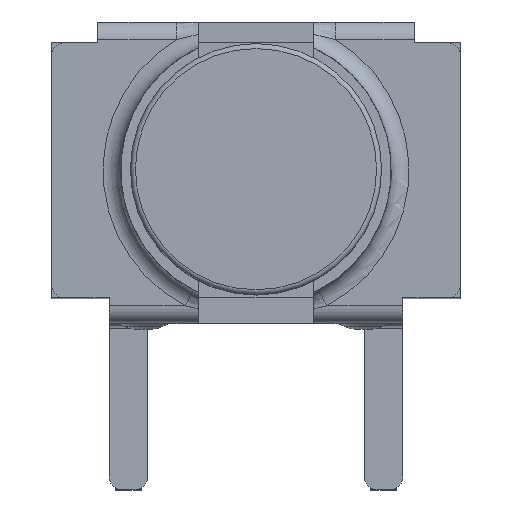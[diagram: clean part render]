
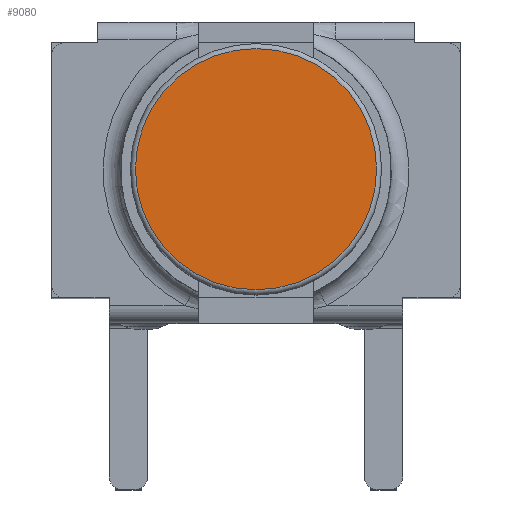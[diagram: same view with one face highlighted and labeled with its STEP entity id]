
A CAD part, top view. The second image highlights one B-rep face of the part: STEP entity #9080.
In plain terms, the highlighted planar face has unit normal (0, 0, 1).
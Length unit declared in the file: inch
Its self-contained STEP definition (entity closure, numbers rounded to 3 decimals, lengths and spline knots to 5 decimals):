
#9040=CARTESIAN_POINT('',(-0.09449,0.0,0.788));
#9041=VERTEX_POINT('',#9040);
#9042=CARTESIAN_POINT('',(0.0,0.0,0.788));
#9043=DIRECTION('',(0.0,0.0,-1.0));
#9044=DIRECTION('',(1.0,0.0,0.0));
#9045=AXIS2_PLACEMENT_3D('',#9042,#9043,#9044);
#9046=CIRCLE('',#9045,0.09449);
#9047=EDGE_CURVE('',#9041,#9041,#9046,.T.);
#9072=CARTESIAN_POINT('',(-0.10394,0.10394,0.788));
#9073=DIRECTION('',(0.0,0.0,-1.0));
#9074=DIRECTION('',(-1.0,0.0,0.0));
#9075=AXIS2_PLACEMENT_3D('',#9072,#9073,#9074);
#9076=PLANE('',#9075);
#9077=ORIENTED_EDGE('',*,*,#9047,.F.);
#9078=EDGE_LOOP('',(#9077));
#9079=FACE_OUTER_BOUND('',#9078,.T.);
#9080=ADVANCED_FACE('',(#9079),#9076,.F.);
